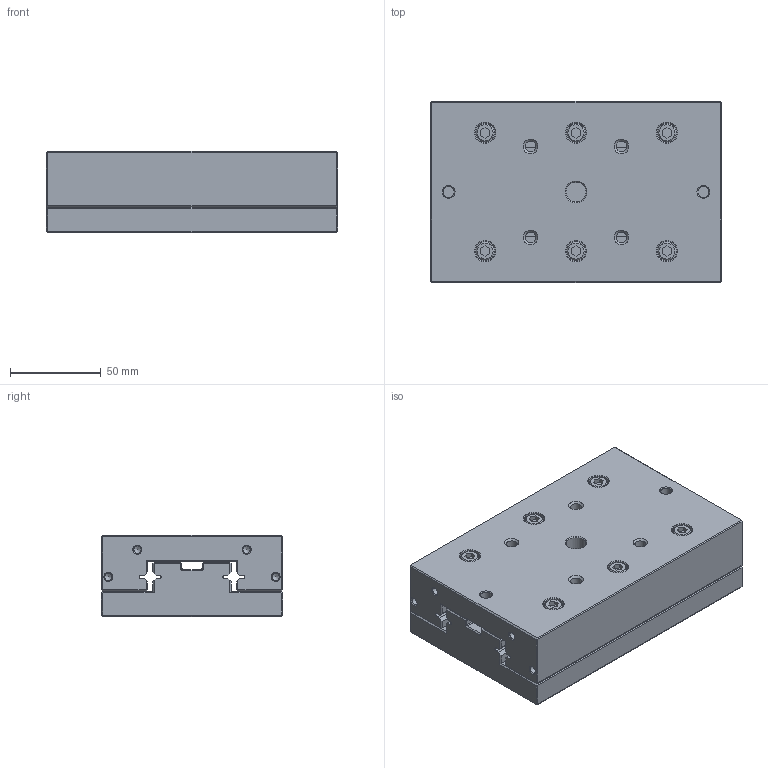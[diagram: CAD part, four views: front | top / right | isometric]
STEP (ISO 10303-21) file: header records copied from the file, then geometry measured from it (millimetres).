
FILE_DESCRIPTION(/* description */ (''),/* implementation_level */ '2;1');
FILE_NAME(/* name */ 'RT-6150_A.stp',/* time_stamp */ '2012-05-22T14:08:49+02:00',/* author */ (''),/* organization */ (''),/* preprocessor_version */ 'ST-DEVELOPER v11',/* originating_system */ 'SIEMENS PLM Software NX 7.5',/* authorisation */ '');
FILE_SCHEMA (('AUTOMOTIVE_DESIGN { 1 0 10303 214 1 1 1 1 }'));
Length unit declared in the file: millimetre
Products named in the file (1): 015393_A
Bounding box: 160 x 99.5 x 45 mm (x, y, z)
Volume: 669542.3 mm3; surface area: 109663.8 mm2
Topology: 2 solids, 2 shells, 509 faces, 1209 edges, 762 vertices
Faces by surface type: plane 362, cone 65, cylinder 56, extrusion 26
Full cylindrical faces by diameter (mm): 4 x8, 6 x9, 6.8 x4, 10 x12, 11 x17
Entity records: 14619 total; most frequent: CARTESIAN_POINT 3604, ORIENTED_EDGE 2138, DIRECTION 2040, EDGE_CURVE 1069, VERTEX_POINT 741, VECTOR 726, EDGE_LOOP 700, LINE 700
